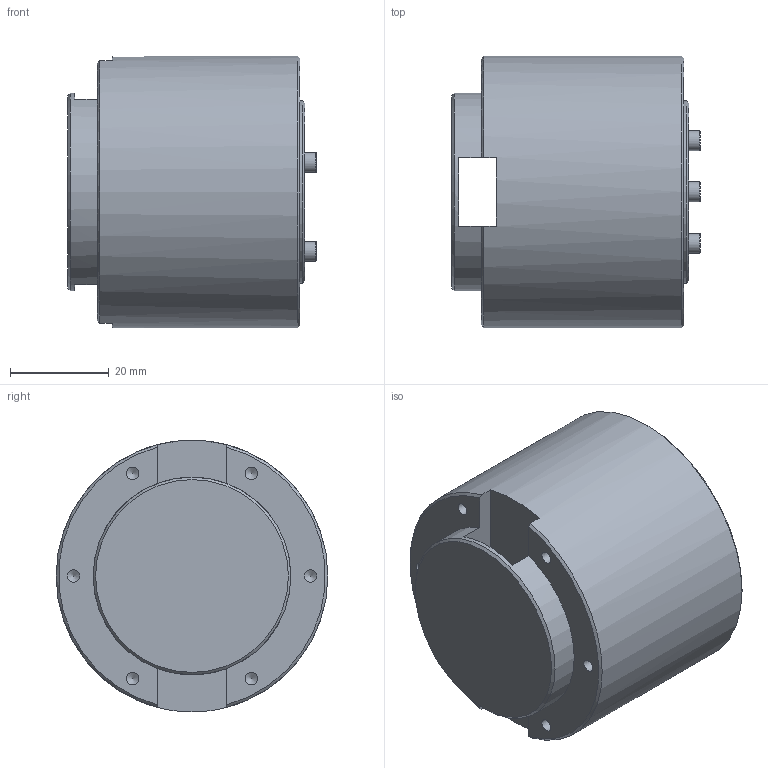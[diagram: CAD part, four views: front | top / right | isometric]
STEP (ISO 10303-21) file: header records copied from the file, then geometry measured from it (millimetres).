
FILE_DESCRIPTION(/* description */ ('STEP AP242','CAx-IF Rec.Pracs.---Representation and Presentation of Product Manufacturing Information (PMI)---4.0---2014-10-13','CAx-IF Rec.Pracs.---3D Tessellated Geometry---0.4---2014-09-14','2;1'),/* implementation_level */ '2;1');
FILE_NAME(/* name */ '6845c3ef5180ae7d6a0158a1',/* time_stamp */ '2025-06-08T17:10:08Z',/* author */ (''),/* organization */ (''),/* preprocessor_version */ 'ST-DEVELOPER v20',/* originating_system */ 'ONSHAPE BY PTC INC, 1.199',/* authorisation */ ' ');
FILE_SCHEMA (('AP242_MANAGED_MODEL_BASED_3D_ENGINEERING_MIM_LF { 1 0 10303 442 1 1 4 }'));
Length unit declared in the file: metre
Products named in the file (3): Motor; Part 1
Assembly tree (2 placements, depth 2):
  Motor
    Part 1
    Part 1
Bounding box: 50.3 x 55 x 55 mm (x, y, z)
Volume: 98318.2 mm3; surface area: 19018.2 mm2
Topology: 2 solids, 2 shells, 179 faces, 454 edges, 285 vertices
Faces by surface type: cylinder 71, cone 69, plane 36, torus 3
Full cylindrical faces by diameter (mm): 2.5 x15, 4 x3, 8 x1, 37 x2, 40 x1, 55 x1
Entity records: 5038 total; most frequent: DIRECTION 940, CARTESIAN_POINT 871, ORIENTED_EDGE 750, AXIS2_PLACEMENT_3D 399, EDGE_CURVE 375, VERTEX_POINT 266, FACE_BOUND 247, EDGE_LOOP 232
